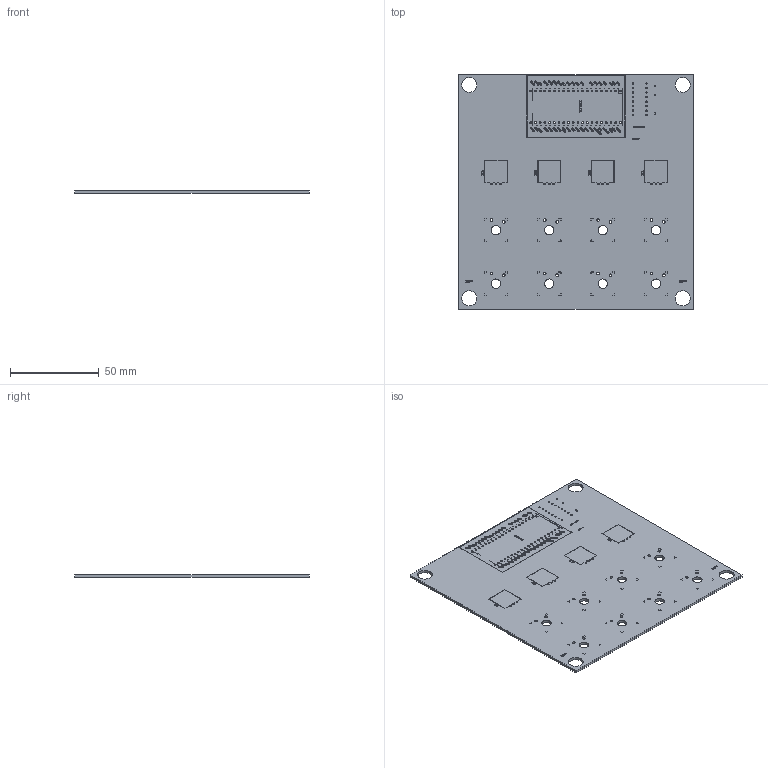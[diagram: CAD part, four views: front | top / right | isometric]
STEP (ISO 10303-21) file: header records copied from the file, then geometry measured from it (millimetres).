
FILE_DESCRIPTION(('KiCad electronic assembly'),'2;1');
FILE_NAME('Controller.step','2025-04-25T09:34:38',('Pcbnew'),('Kicad'), 'Open CASCADE STEP processor 7.8','KiCad to STEP converter','Unknown' );
FILE_SCHEMA(('AUTOMOTIVE_DESIGN { 1 0 10303 214 1 1 1 1 }'));
Length unit declared in the file: millimetre
Products named in the file (3): Controller 1; Controller_silkscreen; Controller_PCB
Assembly tree (2 placements, depth 2):
  Controller 1
    Controller_silkscreen
    Controller_PCB
Bounding box: 132 x 132 x 1.66 mm (x, y, z)
Volume: 25590.6 mm3; surface area: 35649.9 mm2
Topology: 1 solids, 310 shells, 426 faces, 5171 edges, 5056 vertices
Faces by surface type: plane 315, cylinder 111
Full cylindrical faces by diameter (mm): 0.5 x13, 0.7 x2, 0.8 x16, 1 x12, 1.02 x40, 1.5 x16, 5.25 x8, 8.4 x4
Entity records: 50457 total; most frequent: CARTESIAN_POINT 10656, DIRECTION 7533, ORIENTED_EDGE 5516, EDGE_CURVE 5171, VERTEX_POINT 5056, LINE 3667, VECTOR 3667, AXIS2_PLACEMENT_3D 1933
